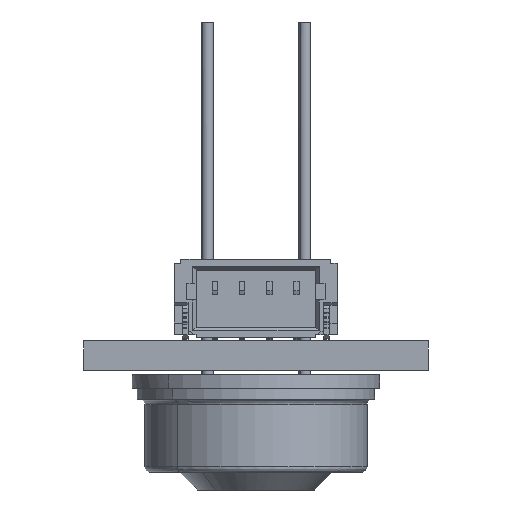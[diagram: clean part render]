
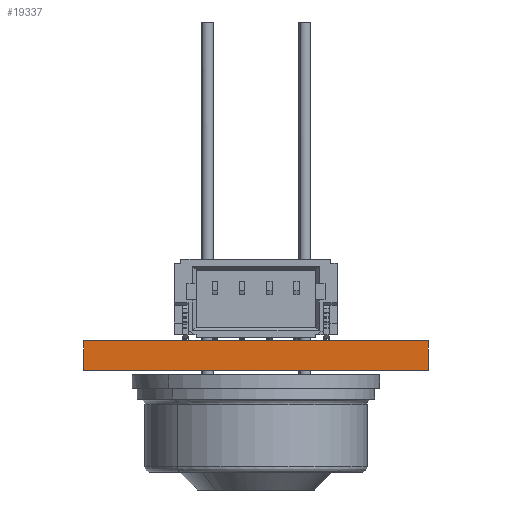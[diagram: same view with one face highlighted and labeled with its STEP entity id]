
A CAD part, front view. The second image highlights one B-rep face of the part: STEP entity #19337.
In plain terms, the highlighted planar face has unit normal (0, -1, 0).
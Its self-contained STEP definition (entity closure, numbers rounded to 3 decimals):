
#19337 = ADVANCED_FACE('',(#19338),#19352,.T.);
#19338 = FACE_BOUND('',#19339,.T.);
#19339 = EDGE_LOOP('',(#19340,#19375,#19403,#19431));
#19340 = ORIENTED_EDGE('',*,*,#19341,.T.);
#19341 = EDGE_CURVE('',#19342,#19344,#19346,.T.);
#19342 = VERTEX_POINT('',#19343);
#19343 = CARTESIAN_POINT('',(117.3,-83.5,0.));
#19344 = VERTEX_POINT('',#19345);
#19345 = CARTESIAN_POINT('',(117.3,-83.5,1.1));
#19346 = SURFACE_CURVE('',#19347,(#19351,#19363),.PCURVE_S1.);
#19347 = LINE('',#19348,#19349);
#19348 = CARTESIAN_POINT('',(117.3,-83.5,0.));
#19349 = VECTOR('',#19350,1.);
#19350 = DIRECTION('',(0.,0.,1.));
#19351 = PCURVE('',#19352,#19357);
#19352 = PLANE('',#19353);
#19353 = AXIS2_PLACEMENT_3D('',#19354,#19355,#19356);
#19354 = CARTESIAN_POINT('',(117.3,-83.5,0.));
#19355 = DIRECTION('',(0.,-1.,0.));
#19356 = DIRECTION('',(-1.,0.,0.));
#19357 = DEFINITIONAL_REPRESENTATION('',(#19358),#19362);
#19358 = LINE('',#19359,#19360);
#19359 = CARTESIAN_POINT('',(0.,-0.));
#19360 = VECTOR('',#19361,1.);
#19361 = DIRECTION('',(0.,-1.));
#19362 = ( GEOMETRIC_REPRESENTATION_CONTEXT(2) 
PARAMETRIC_REPRESENTATION_CONTEXT() REPRESENTATION_CONTEXT('2D SPACE',''
  ) );
#19363 = PCURVE('',#19364,#19369);
#19364 = PLANE('',#19365);
#19365 = AXIS2_PLACEMENT_3D('',#19366,#19367,#19368);
#19366 = CARTESIAN_POINT('',(117.3,-58.1,0.));
#19367 = DIRECTION('',(1.,0.,-0.));
#19368 = DIRECTION('',(0.,-1.,0.));
#19369 = DEFINITIONAL_REPRESENTATION('',(#19370),#19374);
#19370 = LINE('',#19371,#19372);
#19371 = CARTESIAN_POINT('',(25.4,0.));
#19372 = VECTOR('',#19373,1.);
#19373 = DIRECTION('',(0.,-1.));
#19374 = ( GEOMETRIC_REPRESENTATION_CONTEXT(2) 
PARAMETRIC_REPRESENTATION_CONTEXT() REPRESENTATION_CONTEXT('2D SPACE',''
  ) );
#19375 = ORIENTED_EDGE('',*,*,#19376,.T.);
#19376 = EDGE_CURVE('',#19344,#19377,#19379,.T.);
#19377 = VERTEX_POINT('',#19378);
#19378 = CARTESIAN_POINT('',(104.6,-83.5,1.1));
#19379 = SURFACE_CURVE('',#19380,(#19384,#19391),.PCURVE_S1.);
#19380 = LINE('',#19381,#19382);
#19381 = CARTESIAN_POINT('',(117.3,-83.5,1.1));
#19382 = VECTOR('',#19383,1.);
#19383 = DIRECTION('',(-1.,0.,0.));
#19384 = PCURVE('',#19352,#19385);
#19385 = DEFINITIONAL_REPRESENTATION('',(#19386),#19390);
#19386 = LINE('',#19387,#19388);
#19387 = CARTESIAN_POINT('',(0.,-1.1));
#19388 = VECTOR('',#19389,1.);
#19389 = DIRECTION('',(1.,0.));
#19390 = ( GEOMETRIC_REPRESENTATION_CONTEXT(2) 
PARAMETRIC_REPRESENTATION_CONTEXT() REPRESENTATION_CONTEXT('2D SPACE',''
  ) );
#19391 = PCURVE('',#19392,#19397);
#19392 = PLANE('',#19393);
#19393 = AXIS2_PLACEMENT_3D('',#19394,#19395,#19396);
#19394 = CARTESIAN_POINT('',(110.95,-70.8,1.1));
#19395 = DIRECTION('',(-0.,-0.,-1.));
#19396 = DIRECTION('',(-1.,0.,0.));
#19397 = DEFINITIONAL_REPRESENTATION('',(#19398),#19402);
#19398 = LINE('',#19399,#19400);
#19399 = CARTESIAN_POINT('',(-6.35,-12.7));
#19400 = VECTOR('',#19401,1.);
#19401 = DIRECTION('',(1.,0.));
#19402 = ( GEOMETRIC_REPRESENTATION_CONTEXT(2) 
PARAMETRIC_REPRESENTATION_CONTEXT() REPRESENTATION_CONTEXT('2D SPACE',''
  ) );
#19403 = ORIENTED_EDGE('',*,*,#19404,.F.);
#19404 = EDGE_CURVE('',#19405,#19377,#19407,.T.);
#19405 = VERTEX_POINT('',#19406);
#19406 = CARTESIAN_POINT('',(104.6,-83.5,0.));
#19407 = SURFACE_CURVE('',#19408,(#19412,#19419),.PCURVE_S1.);
#19408 = LINE('',#19409,#19410);
#19409 = CARTESIAN_POINT('',(104.6,-83.5,0.));
#19410 = VECTOR('',#19411,1.);
#19411 = DIRECTION('',(0.,0.,1.));
#19412 = PCURVE('',#19352,#19413);
#19413 = DEFINITIONAL_REPRESENTATION('',(#19414),#19418);
#19414 = LINE('',#19415,#19416);
#19415 = CARTESIAN_POINT('',(12.7,0.));
#19416 = VECTOR('',#19417,1.);
#19417 = DIRECTION('',(0.,-1.));
#19418 = ( GEOMETRIC_REPRESENTATION_CONTEXT(2) 
PARAMETRIC_REPRESENTATION_CONTEXT() REPRESENTATION_CONTEXT('2D SPACE',''
  ) );
#19419 = PCURVE('',#19420,#19425);
#19420 = PLANE('',#19421);
#19421 = AXIS2_PLACEMENT_3D('',#19422,#19423,#19424);
#19422 = CARTESIAN_POINT('',(104.6,-83.5,0.));
#19423 = DIRECTION('',(-1.,0.,0.));
#19424 = DIRECTION('',(0.,1.,0.));
#19425 = DEFINITIONAL_REPRESENTATION('',(#19426),#19430);
#19426 = LINE('',#19427,#19428);
#19427 = CARTESIAN_POINT('',(0.,0.));
#19428 = VECTOR('',#19429,1.);
#19429 = DIRECTION('',(0.,-1.));
#19430 = ( GEOMETRIC_REPRESENTATION_CONTEXT(2) 
PARAMETRIC_REPRESENTATION_CONTEXT() REPRESENTATION_CONTEXT('2D SPACE',''
  ) );
#19431 = ORIENTED_EDGE('',*,*,#19432,.F.);
#19432 = EDGE_CURVE('',#19342,#19405,#19433,.T.);
#19433 = SURFACE_CURVE('',#19434,(#19438,#19445),.PCURVE_S1.);
#19434 = LINE('',#19435,#19436);
#19435 = CARTESIAN_POINT('',(117.3,-83.5,0.));
#19436 = VECTOR('',#19437,1.);
#19437 = DIRECTION('',(-1.,0.,0.));
#19438 = PCURVE('',#19352,#19439);
#19439 = DEFINITIONAL_REPRESENTATION('',(#19440),#19444);
#19440 = LINE('',#19441,#19442);
#19441 = CARTESIAN_POINT('',(0.,-0.));
#19442 = VECTOR('',#19443,1.);
#19443 = DIRECTION('',(1.,0.));
#19444 = ( GEOMETRIC_REPRESENTATION_CONTEXT(2) 
PARAMETRIC_REPRESENTATION_CONTEXT() REPRESENTATION_CONTEXT('2D SPACE',''
  ) );
#19445 = PCURVE('',#19446,#19451);
#19446 = PLANE('',#19447);
#19447 = AXIS2_PLACEMENT_3D('',#19448,#19449,#19450);
#19448 = CARTESIAN_POINT('',(110.95,-70.8,0.));
#19449 = DIRECTION('',(-0.,-0.,-1.));
#19450 = DIRECTION('',(-1.,0.,0.));
#19451 = DEFINITIONAL_REPRESENTATION('',(#19452),#19456);
#19452 = LINE('',#19453,#19454);
#19453 = CARTESIAN_POINT('',(-6.35,-12.7));
#19454 = VECTOR('',#19455,1.);
#19455 = DIRECTION('',(1.,0.));
#19456 = ( GEOMETRIC_REPRESENTATION_CONTEXT(2) 
PARAMETRIC_REPRESENTATION_CONTEXT() REPRESENTATION_CONTEXT('2D SPACE',''
  ) );
